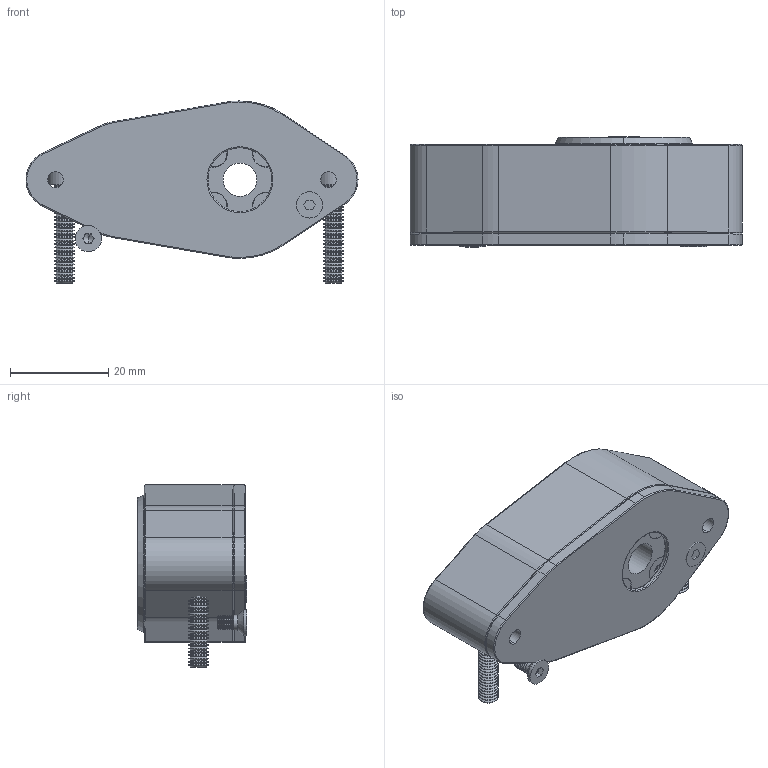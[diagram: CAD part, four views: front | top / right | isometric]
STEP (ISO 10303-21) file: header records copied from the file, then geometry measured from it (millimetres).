
FILE_DESCRIPTION (( 'STEP AP214' ), '1' );
FILE_NAME ('Óçåë ãàéêè.STEP', '2021-04-12T23:22:13', ( '' ), ( '' ), 'SwSTEP 2.0', 'SolidWorks 2021', '' );
FILE_SCHEMA (( 'AUTOMOTIVE_DESIGN' ));
Length unit declared in the file: millimetre
Products named in the file (15): Äåòàëü5^Óçåë ãàéêè; 扻錪犩 1^Bearing 10x18x5.5; Óçåë ãàéêè; Ïîäøèïíèê 3õ7õ3^Óçåë ãàéêè; M - 3 x 0.5 x 6 (2)_B18.3.5M - 3 x 0.5 x 10 Socket FCHS  -- 10S; 栫櫡譇襜禭Bearing 10x18x5.5; 扻錪犩 2^Bearing 10x18x5.5; Ãàéêà 1^Óçåë ãàéêè; Çàæèì ãàéêè 1^Óçåë ãàéêè; Îñü^Óçåë ãàéêè; Äåòàëü4^Óçåë ãàéêè; M - 4 x 0.7 x 20 - 1_B18.3.1M - 4 x 0.7 x 20 Hex SHCS -- 20SHX; 嵑謶獬Bearing 10x18x5.5; Øàéáà^Óçåë ãàéêè; Bearing 10x18x5.5
Assembly tree (31 placements, depth 3):
  Óçåë ãàéêè
    Çàæèì ãàéêè 1^Óçåë ãàéêè
    Ãàéêà 1^Óçåë ãàéêè
    Äåòàëü4^Óçåë ãàéêè
    M - 3 x 0.5 x 6 (2)_B18.3.5M - 3 x 0.5 x 10 Socket FCHS  -- 10S  x6
    M - 4 x 0.7 x 20 - 1_B18.3.1M - 4 x 0.7 x 20 Hex SHCS -- 20SHX  x2
    Bearing 10x18x5.5
      扻錪犩 1^Bearing 10x18x5.5
      栫櫡譇襜禭Bearing 10x18x5.5
      嵑謶獬Bearing 10x18x5.5  x10
      扻錪犩 2^Bearing 10x18x5.5
    Äåòàëü5^Óçåë ãàéêè
    Ïîäøèïíèê 3õ7õ3^Óçåë ãàéêè  x3
    Îñü^Óçåë ãàéêè
    Øàéáà^Óçåë ãàéêè
Bounding box: 67.48 x 22.31 x 37 mm (x, y, z)
Volume: 27277.4 mm3; surface area: 21173.1 mm2
Topology: 30 solids, 30 shells, 1181 faces, 2902 edges, 1770 vertices
Faces by surface type: cone 504, cylinder 384, plane 175, torus 98, sphere 20
Entity records: 18654 total; most frequent: DIRECTION 3636, CARTESIAN_POINT 2975, ORIENTED_EDGE 2896, AXIS2_PLACEMENT_3D 1543, EDGE_CURVE 1448, CIRCLE 898, VERTEX_POINT 882, EDGE_LOOP 692
